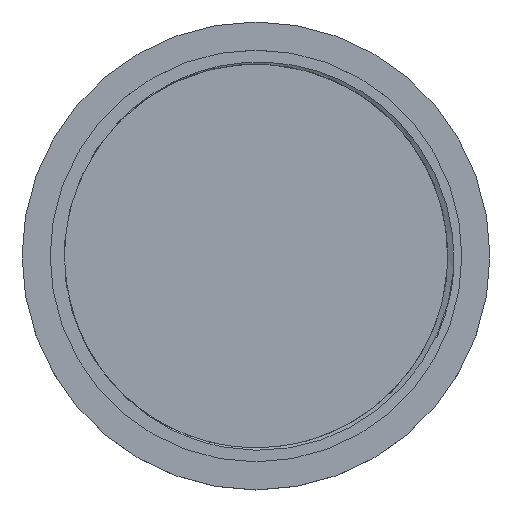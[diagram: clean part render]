
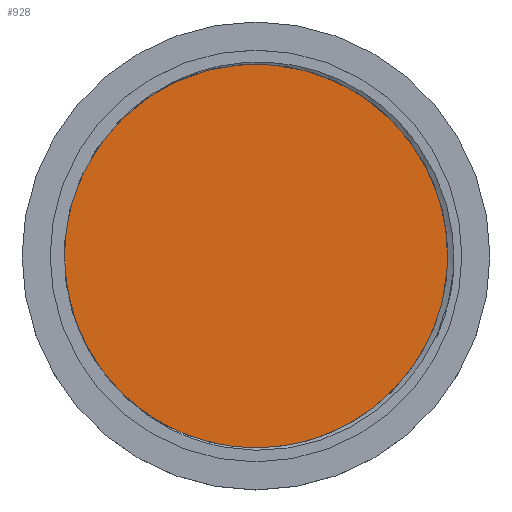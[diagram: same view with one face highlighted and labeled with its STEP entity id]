
A CAD part, top view. The second image highlights one B-rep face of the part: STEP entity #928.
In plain terms, the highlighted planar face has unit normal (0, 0, 1).
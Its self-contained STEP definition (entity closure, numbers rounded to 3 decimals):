
#474=ORIENTED_EDGE('',*,*,#594,.T.);
#594=EDGE_CURVE('',#676,#676,#693,.F.);
#676=VERTEX_POINT('',#3150);
#693=CIRCLE('',#1013,21.5);
#763=EDGE_LOOP('',(#474));
#833=FACE_BOUND('',#763,.T.);
#873=PLANE('',#1014);
#928=ADVANCED_FACE('',(#833),#873,.F.);
#1013=AXIS2_PLACEMENT_3D('',#3149,#1242,#1243);
#1014=AXIS2_PLACEMENT_3D('',#3151,#1244,#1245);
#1242=DIRECTION('',(0.,0.,-1.));
#1243=DIRECTION('',(0.,-1.,0.));
#1244=DIRECTION('',(0.,0.,-1.));
#1245=DIRECTION('',(1.,0.,0.));
#3149=CARTESIAN_POINT('',(0.,0.,-12.07));
#3150=CARTESIAN_POINT('',(0.,-21.5,-12.07));
#3151=CARTESIAN_POINT('',(0.,250.,-12.07));
